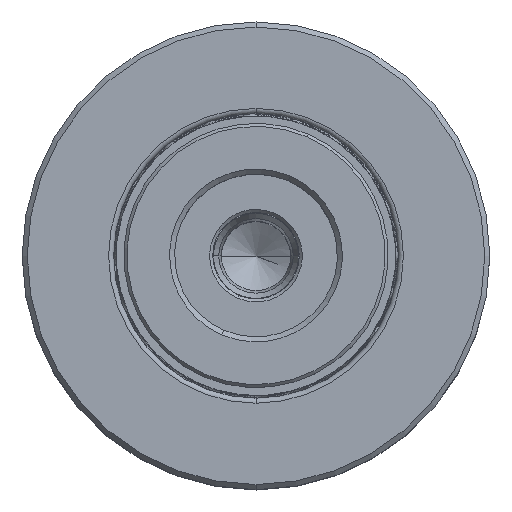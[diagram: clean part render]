
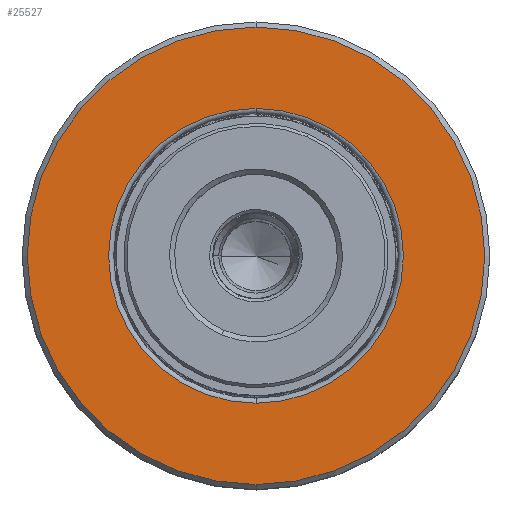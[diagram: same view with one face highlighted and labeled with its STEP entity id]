
A CAD part, top view. The second image highlights one B-rep face of the part: STEP entity #25527.
In plain terms, the highlighted face is planar.
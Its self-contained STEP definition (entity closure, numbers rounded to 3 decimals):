
#351 = VERTEX_POINT ( 'NONE', #19853 ) ;
#617 = ORIENTED_EDGE ( 'NONE', *, *, #15925, .T. ) ;
#867 = FACE_BOUND ( 'NONE', #10949, .T. ) ;
#2066 = DIRECTION ( 'NONE',  ( 0., -1., 0. ) ) ;
#5756 = DIRECTION ( 'NONE',  ( 0., -1., 0. ) ) ;
#5800 = PLANE ( 'NONE',  #16003 ) ;
#6744 = VERTEX_POINT ( 'NONE', #18498 ) ;
#6903 = EDGE_CURVE ( 'NONE', #6744, #351, #31788, .T. ) ;
#8829 = AXIS2_PLACEMENT_3D ( 'NONE', #15497, #31255, #22386 ) ;
#8847 = DIRECTION ( 'NONE',  ( 0., 1., 0. ) ) ;
#10949 = EDGE_LOOP ( 'NONE', ( #25202, #617 ) ) ;
#11186 = CARTESIAN_POINT ( 'NONE',  ( 0., 10.687, 14.5 ) ) ;
#11794 = CARTESIAN_POINT ( 'NONE',  ( 0., 10.687, 0. ) ) ;
#13548 = VERTEX_POINT ( 'NONE', #11186 ) ;
#14771 = DIRECTION ( 'NONE',  ( 0., 0., -1. ) ) ;
#15497 = CARTESIAN_POINT ( 'NONE',  ( 0., 10.687, 0. ) ) ;
#15666 = CIRCLE ( 'NONE', #17130, 14.5 ) ;
#15749 = ORIENTED_EDGE ( 'NONE', *, *, #28071, .F. ) ;
#15925 = EDGE_CURVE ( 'NONE', #13548, #30132, #15666, .T. ) ;
#16003 = AXIS2_PLACEMENT_3D ( 'NONE', #19624, #8847, #28756 ) ;
#16019 = ORIENTED_EDGE ( 'NONE', *, *, #6903, .F. ) ;
#17130 = AXIS2_PLACEMENT_3D ( 'NONE', #26263, #32268, #35781 ) ;
#18145 = AXIS2_PLACEMENT_3D ( 'NONE', #11794, #5756, #14771 ) ;
#18498 = CARTESIAN_POINT ( 'NONE',  ( 0., 10.687, 22.5 ) ) ;
#19210 = EDGE_CURVE ( 'NONE', #30132, #13548, #24877, .T. ) ;
#19624 = CARTESIAN_POINT ( 'NONE',  ( 22.5, 10.687, 0. ) ) ;
#19853 = CARTESIAN_POINT ( 'NONE',  ( 0., 10.687, -22.5 ) ) ;
#21745 = CIRCLE ( 'NONE', #8829, 22.5 ) ;
#22386 = DIRECTION ( 'NONE',  ( 0., 0., -1. ) ) ;
#24387 = EDGE_LOOP ( 'NONE', ( #15749, #16019 ) ) ;
#24877 = CIRCLE ( 'NONE', #18145, 14.5 ) ;
#25202 = ORIENTED_EDGE ( 'NONE', *, *, #19210, .T. ) ;
#25527 = ADVANCED_FACE ( 'NONE', ( #867, #30712 ), #5800, .T. ) ;
#26263 = CARTESIAN_POINT ( 'NONE',  ( 0., 10.687, 0. ) ) ;
#28071 = EDGE_CURVE ( 'NONE', #351, #6744, #21745, .T. ) ;
#28756 = DIRECTION ( 'NONE',  ( 0., 0., 1. ) ) ;
#30132 = VERTEX_POINT ( 'NONE', #30482 ) ;
#30482 = CARTESIAN_POINT ( 'NONE',  ( 0., 10.687, -14.5 ) ) ;
#30712 = FACE_OUTER_BOUND ( 'NONE', #24387, .T. ) ;
#31255 = DIRECTION ( 'NONE',  ( 0., -1., 0. ) ) ;
#31642 = DIRECTION ( 'NONE',  ( 0., 0., -1. ) ) ;
#31788 = CIRCLE ( 'NONE', #38019, 22.5 ) ;
#32268 = DIRECTION ( 'NONE',  ( 0., -1., 0. ) ) ;
#34525 = CARTESIAN_POINT ( 'NONE',  ( 0., 10.687, 0. ) ) ;
#35781 = DIRECTION ( 'NONE',  ( 0., 0., -1. ) ) ;
#38019 = AXIS2_PLACEMENT_3D ( 'NONE', #34525, #2066, #31642 ) ;
